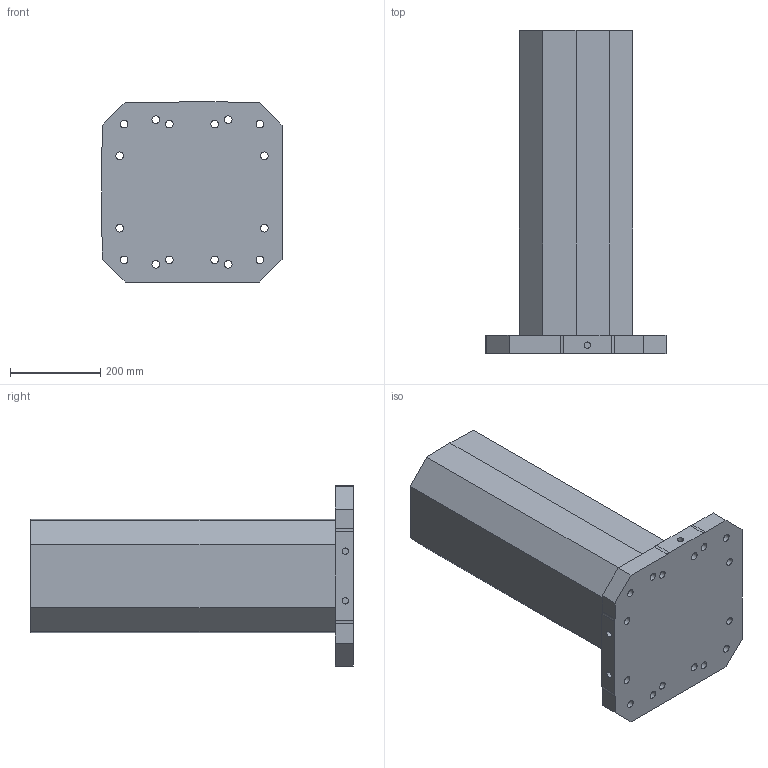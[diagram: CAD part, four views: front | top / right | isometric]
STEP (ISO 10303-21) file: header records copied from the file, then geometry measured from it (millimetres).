
FILE_DESCRIPTION(/* description */ ('STEP AP214'),/* implementation_level */ '2;1');
FILE_NAME(/* name */ 'SCHUNK-0431167 SAT-AE-R 400-710',/* time_stamp */ '2023-08-09T20:12:34+02:00',/* author */ ('License CC BY-ND 4.0'),/* organization */ ('CADENAS'),/* preprocessor_version */ 'ST-DEVELOPER v19.3',/* originating_system */ 'PARTsolutions',/* authorisation */ ' ');
FILE_SCHEMA (('AUTOMOTIVE_DESIGN {1 0 10303 214 3 1 1}'));
Length unit declared in the file: millimetre
Products named in the file (1): SCHUNK-0431167 SAT-AE-R 400-710
Bounding box: 398 x 714 x 398 mm (x, y, z)
Volume: 43815593.3 mm3; surface area: 988698.9 mm2
Topology: 1 solids, 1 shells, 83 faces, 183 edges, 122 vertices
Faces by surface type: plane 44, cylinder 39
Full cylindrical faces by diameter (mm): 14 x3, 17 x16, 26 x16
Entity records: 2234 total; most frequent: DIRECTION 394, CARTESIAN_POINT 354, ORIENTED_EDGE 296, EDGE_LOOP 170, FACE_BOUND 170, AXIS2_PLACEMENT_3D 162, EDGE_CURVE 148, VERTEX_POINT 122
